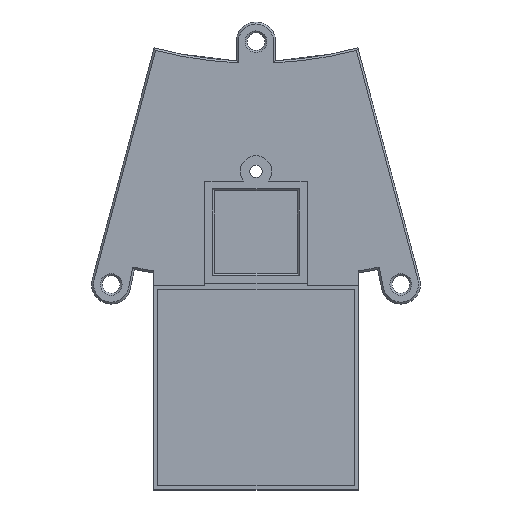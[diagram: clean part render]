
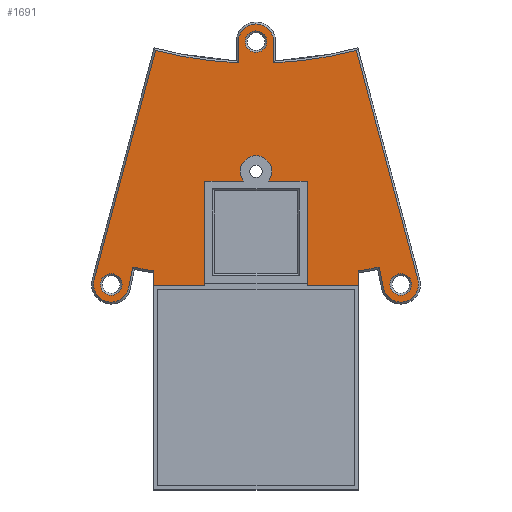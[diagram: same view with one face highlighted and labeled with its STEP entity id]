
A CAD part, top view. The second image highlights one B-rep face of the part: STEP entity #1691.
In plain terms, the highlighted planar face has unit normal (0, 0, 1).
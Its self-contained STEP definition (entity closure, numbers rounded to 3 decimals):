
#20=FACE_BOUND('',#254,.T.);
#21=FACE_BOUND('',#255,.T.);
#22=FACE_BOUND('',#256,.T.);
#84=PLANE('',#1815);
#155=FACE_OUTER_BOUND('',#253,.T.);
#253=EDGE_LOOP('',(#1346,#1347,#1348,#1349,#1350,#1351,#1352,#1353,#1354,
#1355,#1356,#1357,#1358,#1359,#1360,#1361,#1362,#1363,#1364,#1365,#1366,
#1367,#1368,#1369,#1370,#1371));
#254=EDGE_LOOP('',(#1372));
#255=EDGE_LOOP('',(#1373));
#256=EDGE_LOOP('',(#1374));
#330=LINE('',#2415,#506);
#333=LINE('',#2436,#509);
#335=LINE('',#2455,#511);
#339=LINE('',#2475,#515);
#342=LINE('',#2484,#518);
#344=LINE('',#2502,#520);
#420=LINE('',#2686,#596);
#424=LINE('',#2695,#600);
#434=LINE('',#2713,#610);
#435=LINE('',#2715,#611);
#436=LINE('',#2717,#612);
#437=LINE('',#2719,#613);
#438=LINE('',#2721,#614);
#439=LINE('',#2725,#615);
#440=LINE('',#2727,#616);
#441=LINE('',#2729,#617);
#442=LINE('',#2730,#618);
#443=LINE('',#2731,#619);
#506=VECTOR('',#1916,10.);
#509=VECTOR('',#1927,10.);
#511=VECTOR('',#1937,10.);
#515=VECTOR('',#1955,10.);
#518=VECTOR('',#1966,10.);
#520=VECTOR('',#1976,10.);
#596=VECTOR('',#2132,10.);
#600=VECTOR('',#2138,10.);
#610=VECTOR('',#2152,10.);
#611=VECTOR('',#2153,10.);
#612=VECTOR('',#2154,10.);
#613=VECTOR('',#2155,10.);
#614=VECTOR('',#2156,10.);
#615=VECTOR('',#2159,10.);
#616=VECTOR('',#2160,10.);
#617=VECTOR('',#2161,10.);
#618=VECTOR('',#2162,10.);
#619=VECTOR('',#2163,10.);
#680=CIRCLE('',#1748,155.5);
#681=CIRCLE('',#1751,100.5);
#683=CIRCLE('',#1755,100.5);
#685=CIRCLE('',#1759,155.5);
#688=CIRCLE('',#1763,4.5);
#689=CIRCLE('',#1766,4.5);
#691=CIRCLE('',#1770,4.5);
#708=CIRCLE('',#1816,4.);
#709=CIRCLE('',#1817,2.75);
#710=CIRCLE('',#1818,2.75);
#711=CIRCLE('',#1819,2.75);
#745=VERTEX_POINT('',#2400);
#746=VERTEX_POINT('',#2402);
#749=VERTEX_POINT('',#2412);
#750=VERTEX_POINT('',#2414);
#751=VERTEX_POINT('',#2421);
#755=VERTEX_POINT('',#2433);
#756=VERTEX_POINT('',#2435);
#757=VERTEX_POINT('',#2442);
#760=VERTEX_POINT('',#2452);
#761=VERTEX_POINT('',#2454);
#763=VERTEX_POINT('',#2463);
#766=VERTEX_POINT('',#2471);
#768=VERTEX_POINT('',#2479);
#770=VERTEX_POINT('',#2488);
#837=VERTEX_POINT('',#2684);
#838=VERTEX_POINT('',#2685);
#841=VERTEX_POINT('',#2693);
#842=VERTEX_POINT('',#2694);
#849=VERTEX_POINT('',#2714);
#850=VERTEX_POINT('',#2716);
#851=VERTEX_POINT('',#2718);
#852=VERTEX_POINT('',#2720);
#853=VERTEX_POINT('',#2722);
#854=VERTEX_POINT('',#2724);
#855=VERTEX_POINT('',#2726);
#856=VERTEX_POINT('',#2728);
#857=VERTEX_POINT('',#2732);
#858=VERTEX_POINT('',#2734);
#859=VERTEX_POINT('',#2736);
#900=EDGE_CURVE('',#745,#746,#680,.T.);
#904=EDGE_CURVE('',#749,#750,#330,.T.);
#906=EDGE_CURVE('',#750,#751,#681,.T.);
#911=EDGE_CURVE('',#755,#756,#333,.T.);
#913=EDGE_CURVE('',#756,#757,#683,.T.);
#917=EDGE_CURVE('',#760,#761,#335,.T.);
#920=EDGE_CURVE('',#761,#763,#685,.T.);
#925=EDGE_CURVE('',#766,#760,#688,.T.);
#926=EDGE_CURVE('',#757,#766,#339,.T.);
#929=EDGE_CURVE('',#768,#755,#689,.T.);
#931=EDGE_CURVE('',#751,#768,#342,.T.);
#934=EDGE_CURVE('',#770,#749,#691,.T.);
#936=EDGE_CURVE('',#746,#770,#344,.T.);
#1027=EDGE_CURVE('',#837,#838,#420,.T.);
#1031=EDGE_CURVE('',#841,#842,#424,.T.);
#1041=EDGE_CURVE('',#841,#745,#434,.T.);
#1042=EDGE_CURVE('',#842,#849,#435,.T.);
#1043=EDGE_CURVE('',#849,#850,#436,.T.);
#1044=EDGE_CURVE('',#850,#851,#437,.T.);
#1045=EDGE_CURVE('',#851,#852,#438,.T.);
#1046=EDGE_CURVE('',#852,#853,#708,.T.);
#1047=EDGE_CURVE('',#853,#854,#439,.T.);
#1048=EDGE_CURVE('',#854,#855,#440,.T.);
#1049=EDGE_CURVE('',#855,#856,#441,.T.);
#1050=EDGE_CURVE('',#856,#837,#442,.T.);
#1051=EDGE_CURVE('',#838,#763,#443,.T.);
#1052=EDGE_CURVE('',#857,#857,#709,.T.);
#1053=EDGE_CURVE('',#858,#858,#710,.T.);
#1054=EDGE_CURVE('',#859,#859,#711,.T.);
#1346=ORIENTED_EDGE('',*,*,#1041,.F.);
#1347=ORIENTED_EDGE('',*,*,#1031,.T.);
#1348=ORIENTED_EDGE('',*,*,#1042,.T.);
#1349=ORIENTED_EDGE('',*,*,#1043,.T.);
#1350=ORIENTED_EDGE('',*,*,#1044,.T.);
#1351=ORIENTED_EDGE('',*,*,#1045,.T.);
#1352=ORIENTED_EDGE('',*,*,#1046,.T.);
#1353=ORIENTED_EDGE('',*,*,#1047,.T.);
#1354=ORIENTED_EDGE('',*,*,#1048,.T.);
#1355=ORIENTED_EDGE('',*,*,#1049,.T.);
#1356=ORIENTED_EDGE('',*,*,#1050,.T.);
#1357=ORIENTED_EDGE('',*,*,#1027,.T.);
#1358=ORIENTED_EDGE('',*,*,#1051,.T.);
#1359=ORIENTED_EDGE('',*,*,#920,.F.);
#1360=ORIENTED_EDGE('',*,*,#917,.F.);
#1361=ORIENTED_EDGE('',*,*,#925,.F.);
#1362=ORIENTED_EDGE('',*,*,#926,.F.);
#1363=ORIENTED_EDGE('',*,*,#913,.F.);
#1364=ORIENTED_EDGE('',*,*,#911,.F.);
#1365=ORIENTED_EDGE('',*,*,#929,.F.);
#1366=ORIENTED_EDGE('',*,*,#931,.F.);
#1367=ORIENTED_EDGE('',*,*,#906,.F.);
#1368=ORIENTED_EDGE('',*,*,#904,.F.);
#1369=ORIENTED_EDGE('',*,*,#934,.F.);
#1370=ORIENTED_EDGE('',*,*,#936,.F.);
#1371=ORIENTED_EDGE('',*,*,#900,.F.);
#1372=ORIENTED_EDGE('',*,*,#1052,.F.);
#1373=ORIENTED_EDGE('',*,*,#1053,.F.);
#1374=ORIENTED_EDGE('',*,*,#1054,.F.);
#1691=ADVANCED_FACE('',(#155,#20,#21,#22),#84,.T.);
#1748=AXIS2_PLACEMENT_3D('',#2403,#1910,#1911);
#1751=AXIS2_PLACEMENT_3D('',#2422,#1919,#1920);
#1755=AXIS2_PLACEMENT_3D('',#2443,#1930,#1931);
#1759=AXIS2_PLACEMENT_3D('',#2464,#1941,#1942);
#1763=AXIS2_PLACEMENT_3D('',#2473,#1951,#1952);
#1766=AXIS2_PLACEMENT_3D('',#2481,#1960,#1961);
#1770=AXIS2_PLACEMENT_3D('',#2499,#1970,#1971);
#1815=AXIS2_PLACEMENT_3D('',#2712,#2150,#2151);
#1816=AXIS2_PLACEMENT_3D('',#2723,#2157,#2158);
#1817=AXIS2_PLACEMENT_3D('',#2733,#2164,#2165);
#1818=AXIS2_PLACEMENT_3D('',#2735,#2166,#2167);
#1819=AXIS2_PLACEMENT_3D('',#2737,#2168,#2169);
#1910=DIRECTION('center_axis',(0.,0.,-1.));
#1911=DIRECTION('ref_axis',(-1.,0.,0.));
#1916=DIRECTION('',(0.259,0.966,0.));
#1919=DIRECTION('center_axis',(0.,0.,1.));
#1920=DIRECTION('ref_axis',(-1.,0.,0.));
#1927=DIRECTION('',(0.,-1.,0.));
#1930=DIRECTION('center_axis',(0.,0.,1.));
#1931=DIRECTION('ref_axis',(1.,0.,0.));
#1937=DIRECTION('',(-0.198,0.98,0.));
#1941=DIRECTION('center_axis',(0.,0.,-1.));
#1942=DIRECTION('ref_axis',(1.,0.,0.));
#1951=DIRECTION('center_axis',(0.,0.,-1.));
#1952=DIRECTION('ref_axis',(1.,0.,0.));
#1955=DIRECTION('',(0.259,-0.966,0.));
#1960=DIRECTION('center_axis',(0.,0.,-1.));
#1961=DIRECTION('ref_axis',(-1.,0.,0.));
#1966=DIRECTION('',(0.,1.,0.));
#1970=DIRECTION('center_axis',(0.,0.,-1.));
#1971=DIRECTION('ref_axis',(-1.,0.,0.));
#1976=DIRECTION('',(-0.198,-0.98,0.));
#2132=DIRECTION('',(1.,0.,0.));
#2138=DIRECTION('',(1.,0.,0.));
#2150=DIRECTION('center_axis',(0.,0.,1.));
#2151=DIRECTION('ref_axis',(1.,0.,0.));
#2152=DIRECTION('',(0.,1.,0.));
#2153=DIRECTION('',(0.,1.,0.));
#2154=DIRECTION('',(0.,1.,0.));
#2155=DIRECTION('',(0.,1.,0.));
#2156=DIRECTION('',(1.,0.,0.));
#2157=DIRECTION('center_axis',(0.,0.,-1.));
#2158=DIRECTION('ref_axis',(1.,0.,0.));
#2159=DIRECTION('',(1.,0.,0.));
#2160=DIRECTION('',(0.,-1.,0.));
#2161=DIRECTION('',(0.,-1.,0.));
#2162=DIRECTION('',(0.,-1.,0.));
#2163=DIRECTION('',(0.,1.,0.));
#2164=DIRECTION('center_axis',(0.,0.,1.));
#2165=DIRECTION('ref_axis',(1.,0.,0.));
#2166=DIRECTION('center_axis',(0.,0.,1.));
#2167=DIRECTION('ref_axis',(1.,0.,0.));
#2168=DIRECTION('center_axis',(0.,0.,1.));
#2169=DIRECTION('ref_axis',(1.,0.,0.));
#2400=CARTESIAN_POINT('',(-26.,-25.311,13.));
#2402=CARTESIAN_POINT('',(-31.334,-24.31,13.));
#2403=CARTESIAN_POINT('Origin',(0.,128.,13.));
#2412=CARTESIAN_POINT('',(-41.167,-27.568,13.));
#2414=CARTESIAN_POINT('',(-25.528,30.796,13.));
#2415=CARTESIAN_POINT('',(-28.191,20.857,13.));
#2421=CARTESIAN_POINT('',(-4.5,27.601,13.));
#2422=CARTESIAN_POINT('Origin',(0.,128.,13.));
#2433=CARTESIAN_POINT('',(4.5,33.,13.));
#2435=CARTESIAN_POINT('',(4.5,27.601,13.));
#2436=CARTESIAN_POINT('',(4.5,15.129,13.));
#2442=CARTESIAN_POINT('',(25.528,30.796,13.));
#2443=CARTESIAN_POINT('Origin',(0.,128.,13.));
#2452=CARTESIAN_POINT('',(32.396,-29.553,13.));
#2454=CARTESIAN_POINT('',(31.334,-24.31,13.));
#2455=CARTESIAN_POINT('',(28.197,-8.808,13.));
#2463=CARTESIAN_POINT('',(26.,-25.311,13.));
#2464=CARTESIAN_POINT('Origin',(0.,128.,13.));
#2471=CARTESIAN_POINT('',(41.167,-27.568,13.));
#2473=CARTESIAN_POINT('Origin',(36.82,-28.733,13.));
#2475=CARTESIAN_POINT('',(28.838,18.442,13.));
#2479=CARTESIAN_POINT('',(-4.5,33.,13.));
#2481=CARTESIAN_POINT('Origin',(0.,33.,13.));
#2484=CARTESIAN_POINT('',(-4.5,17.567,13.));
#2488=CARTESIAN_POINT('',(-32.396,-29.553,13.));
#2499=CARTESIAN_POINT('Origin',(-36.82,-28.733,13.));
#2502=CARTESIAN_POINT('',(-28.678,-11.182,13.));
#2684=CARTESIAN_POINT('',(13.,-29.,13.));
#2685=CARTESIAN_POINT('',(26.,-29.,13.));
#2686=CARTESIAN_POINT('',(13.,-29.,13.));
#2693=CARTESIAN_POINT('',(-26.,-29.,13.));
#2694=CARTESIAN_POINT('',(-13.,-29.,13.));
#2695=CARTESIAN_POINT('',(-6.5,-29.,13.));
#2712=CARTESIAN_POINT('Origin',(0.,2.133,13.));
#2713=CARTESIAN_POINT('',(-26.,-29.,13.));
#2714=CARTESIAN_POINT('',(-13.,-28.458,13.));
#2715=CARTESIAN_POINT('',(-13.,-13.162,13.));
#2716=CARTESIAN_POINT('',(-13.,-27.457,13.));
#2717=CARTESIAN_POINT('',(-13.,-7.344,13.));
#2718=CARTESIAN_POINT('',(-13.,-2.458,13.));
#2719=CARTESIAN_POINT('',(-13.,-0.162,13.));
#2720=CARTESIAN_POINT('',(-3.156,-2.458,13.));
#2721=CARTESIAN_POINT('',(-1.578,-2.458,13.));
#2722=CARTESIAN_POINT('',(3.156,-2.458,13.));
#2723=CARTESIAN_POINT('Origin',(0.,0.,13.));
#2724=CARTESIAN_POINT('',(13.,-2.458,13.));
#2725=CARTESIAN_POINT('',(6.5,-2.458,13.));
#2726=CARTESIAN_POINT('',(13.,-27.457,13.));
#2727=CARTESIAN_POINT('',(13.,-13.162,13.));
#2728=CARTESIAN_POINT('',(13.,-28.458,13.));
#2729=CARTESIAN_POINT('',(13.,-20.344,13.));
#2730=CARTESIAN_POINT('',(13.,-13.433,13.));
#2731=CARTESIAN_POINT('',(26.,-81.,13.));
#2732=CARTESIAN_POINT('',(-39.57,-28.733,13.));
#2733=CARTESIAN_POINT('Origin',(-36.82,-28.733,13.));
#2734=CARTESIAN_POINT('',(-2.75,33.,13.));
#2735=CARTESIAN_POINT('Origin',(0.,33.,13.));
#2736=CARTESIAN_POINT('',(34.07,-28.733,13.));
#2737=CARTESIAN_POINT('Origin',(36.82,-28.733,13.));
